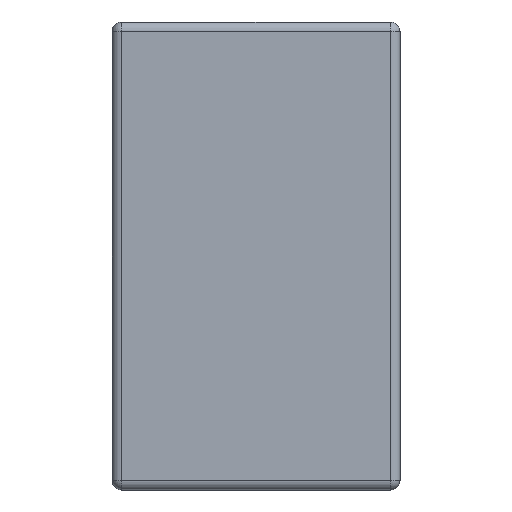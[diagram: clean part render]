
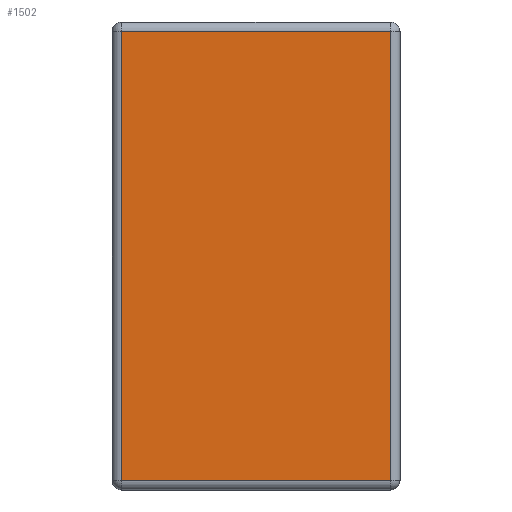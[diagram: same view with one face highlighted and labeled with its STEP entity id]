
A CAD part, left-side view. The second image highlights one B-rep face of the part: STEP entity #1502.
In plain terms, the highlighted planar face has unit normal (-1, 0, 0).
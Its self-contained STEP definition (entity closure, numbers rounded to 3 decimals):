
#62 = EDGE_LOOP ( 'NONE', ( #1965, #478, #2995, #2624 ) ) ;
#423 = CARTESIAN_POINT ( 'NONE',  ( 0., 0., 0. ) ) ;
#443 = CARTESIAN_POINT ( 'NONE',  ( 0., 0.041, -1.909 ) ) ;
#453 = DIRECTION ( 'NONE',  ( 0., 0., 1. ) ) ;
#478 = ORIENTED_EDGE ( 'NONE', *, *, #4397, .T. ) ;
#505 = CARTESIAN_POINT ( 'NONE',  ( 0., 1.159, -1.95 ) ) ;
#636 = CARTESIAN_POINT ( 'NONE',  ( 0., 1.2, -0.041 ) ) ;
#723 = VECTOR ( 'NONE', #4197, 1000. ) ;
#803 = EDGE_CURVE ( 'NONE', #1777, #3908, #2973, .T. ) ;
#1314 = DIRECTION ( 'NONE',  ( 0., 0., 1. ) ) ;
#1501 = LINE ( 'NONE', #3932, #1554 ) ;
#1502 = ADVANCED_FACE ( 'NONE', ( #4225 ), #4378, .T. ) ;
#1554 = VECTOR ( 'NONE', #1839, 1000. ) ;
#1629 = CARTESIAN_POINT ( 'NONE',  ( 0., 0.041, -0.041 ) ) ;
#1777 = VERTEX_POINT ( 'NONE', #1629 ) ;
#1839 = DIRECTION ( 'NONE',  ( 0., -1., 0. ) ) ;
#1965 = ORIENTED_EDGE ( 'NONE', *, *, #3763, .T. ) ;
#1982 = CARTESIAN_POINT ( 'NONE',  ( 0., 0.041, 0. ) ) ;
#2100 = EDGE_CURVE ( 'NONE', #3908, #2671, #4668, .T. ) ;
#2134 = VECTOR ( 'NONE', #4456, 1000. ) ;
#2440 = LINE ( 'NONE', #1982, #3167 ) ;
#2526 = AXIS2_PLACEMENT_3D ( 'NONE', #423, #3320, #453 ) ;
#2624 = ORIENTED_EDGE ( 'NONE', *, *, #2100, .T. ) ;
#2627 = CARTESIAN_POINT ( 'NONE',  ( 0., 1.159, -0.041 ) ) ;
#2671 = VERTEX_POINT ( 'NONE', #4082 ) ;
#2702 = VERTEX_POINT ( 'NONE', #443 ) ;
#2973 = LINE ( 'NONE', #636, #723 ) ;
#2995 = ORIENTED_EDGE ( 'NONE', *, *, #803, .T. ) ;
#3167 = VECTOR ( 'NONE', #1314, 1000. ) ;
#3320 = DIRECTION ( 'NONE',  ( -1., 0., 0. ) ) ;
#3763 = EDGE_CURVE ( 'NONE', #2671, #2702, #1501, .T. ) ;
#3908 = VERTEX_POINT ( 'NONE', #2627 ) ;
#3932 = CARTESIAN_POINT ( 'NONE',  ( 0., 0., -1.909 ) ) ;
#4082 = CARTESIAN_POINT ( 'NONE',  ( 0., 1.159, -1.909 ) ) ;
#4197 = DIRECTION ( 'NONE',  ( 0., 1., 0. ) ) ;
#4225 = FACE_OUTER_BOUND ( 'NONE', #62, .T. ) ;
#4378 = PLANE ( 'NONE',  #2526 ) ;
#4397 = EDGE_CURVE ( 'NONE', #2702, #1777, #2440, .T. ) ;
#4456 = DIRECTION ( 'NONE',  ( 0., 0., -1. ) ) ;
#4668 = LINE ( 'NONE', #505, #2134 ) ;
